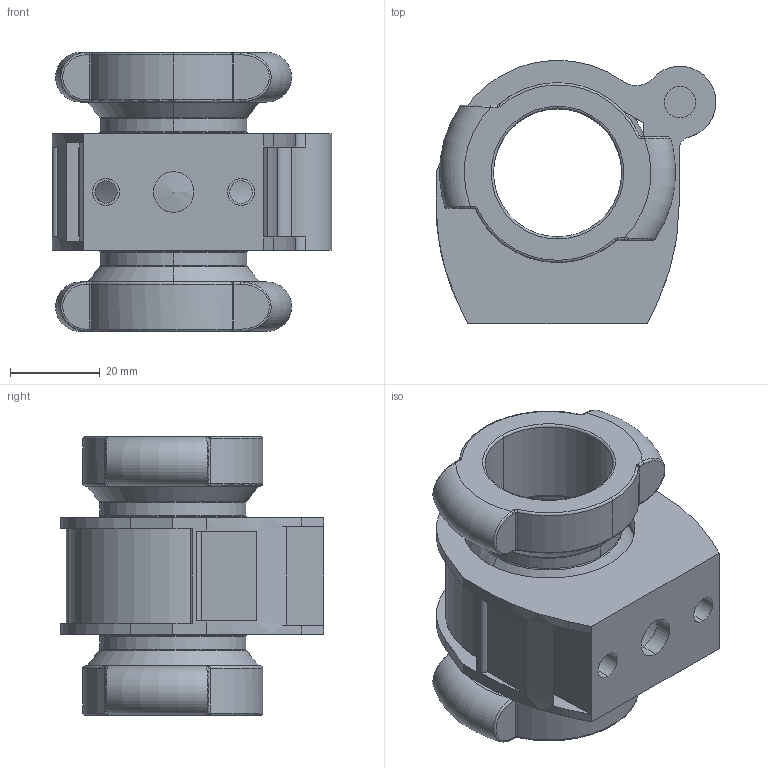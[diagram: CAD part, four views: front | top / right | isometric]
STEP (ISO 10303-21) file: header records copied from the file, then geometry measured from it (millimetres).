
FILE_DESCRIPTION (( 'STEP AP203' ), '1' );
FILE_NAME ('P8253.STEP', '2021-06-17T12:01:41', ( '' ), ( '' ), 'SwSTEP 2.0', 'SolidWorks 2019', '' );
FILE_SCHEMA (( 'CONFIG_CONTROL_DESIGN' ));
Length unit declared in the file: millimetre
Products named in the file (1): P8253
Bounding box: 62.2 x 58.49 x 62 mm (x, y, z)
Volume: 58539.4 mm3; surface area: 32503.9 mm2
Topology: 2 solids, 2 shells, 199 faces, 484 edges, 296 vertices
Faces by surface type: cylinder 77, plane 54, torus 52, bspline 8, cone 4, sphere 4
Entity records: 7563 total; most frequent: CARTESIAN_POINT 2726, DIRECTION 1102, ORIENTED_EDGE 948, EDGE_CURVE 474, AXIS2_PLACEMENT_3D 458, VERTEX_POINT 290, CIRCLE 266, EDGE_LOOP 216
